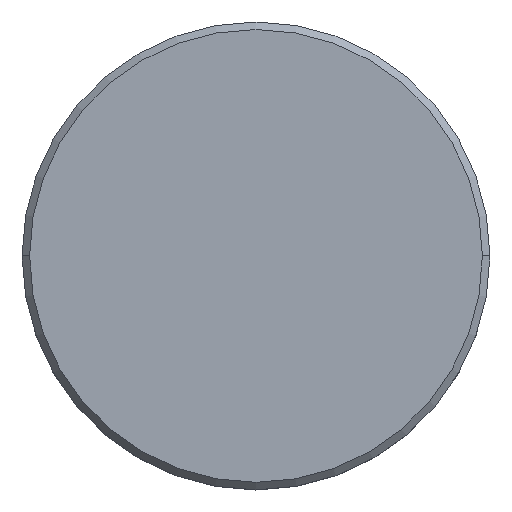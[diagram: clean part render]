
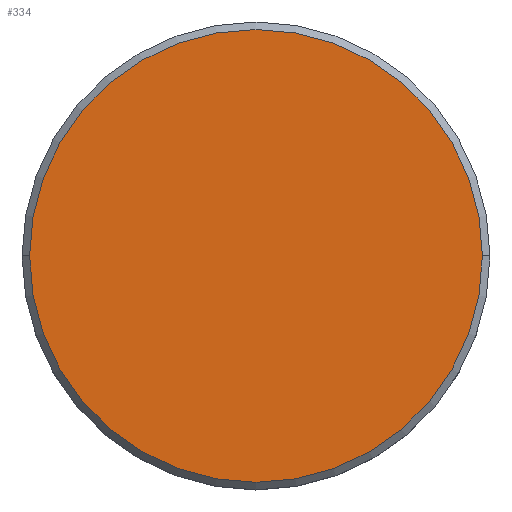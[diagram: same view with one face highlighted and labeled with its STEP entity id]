
A CAD part, top view. The second image highlights one B-rep face of the part: STEP entity #334.
In plain terms, the highlighted planar face has unit normal (0, 0, 1).
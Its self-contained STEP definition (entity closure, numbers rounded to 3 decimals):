
#74 = VERTEX_POINT ( 'NONE', #121 ) ;
#88 = EDGE_CURVE ( 'NONE', #348, #74, #979, .T. ) ;
#97 = DIRECTION ( 'NONE',  ( 1., 0., 0. ) ) ;
#121 = CARTESIAN_POINT ( 'NONE',  ( -15., 0., 0. ) ) ;
#201 = DIRECTION ( 'NONE',  ( 1., 0., 0. ) ) ;
#209 = EDGE_CURVE ( 'NONE', #74, #348, #221, .T. ) ;
#221 = CIRCLE ( 'NONE', #1015, 15. ) ;
#268 = FACE_OUTER_BOUND ( 'NONE', #603, .T. ) ;
#273 = PLANE ( 'NONE',  #623 ) ;
#332 = DIRECTION ( 'NONE',  ( 0., 0., 1. ) ) ;
#334 = ADVANCED_FACE ( 'NONE', ( #268 ), #273, .T. ) ;
#348 = VERTEX_POINT ( 'NONE', #637 ) ;
#480 = CARTESIAN_POINT ( 'NONE',  ( 0., 0., 0. ) ) ;
#594 = ORIENTED_EDGE ( 'NONE', *, *, #88, .T. ) ;
#603 = EDGE_LOOP ( 'NONE', ( #649, #594 ) ) ;
#623 = AXIS2_PLACEMENT_3D ( 'NONE', #1079, #633, #97 ) ;
#633 = DIRECTION ( 'NONE',  ( 0., 0., 1. ) ) ;
#637 = CARTESIAN_POINT ( 'NONE',  ( 15., 0., 0. ) ) ;
#649 = ORIENTED_EDGE ( 'NONE', *, *, #209, .T. ) ;
#703 = DIRECTION ( 'NONE',  ( 1., 0., 0. ) ) ;
#747 = DIRECTION ( 'NONE',  ( 0., 0., 1. ) ) ;
#818 = AXIS2_PLACEMENT_3D ( 'NONE', #480, #747, #201 ) ;
#979 = CIRCLE ( 'NONE', #818, 15. ) ;
#1015 = AXIS2_PLACEMENT_3D ( 'NONE', #1147, #332, #703 ) ;
#1079 = CARTESIAN_POINT ( 'NONE',  ( 0., 0., 0. ) ) ;
#1147 = CARTESIAN_POINT ( 'NONE',  ( 0., 0., 0. ) ) ;
